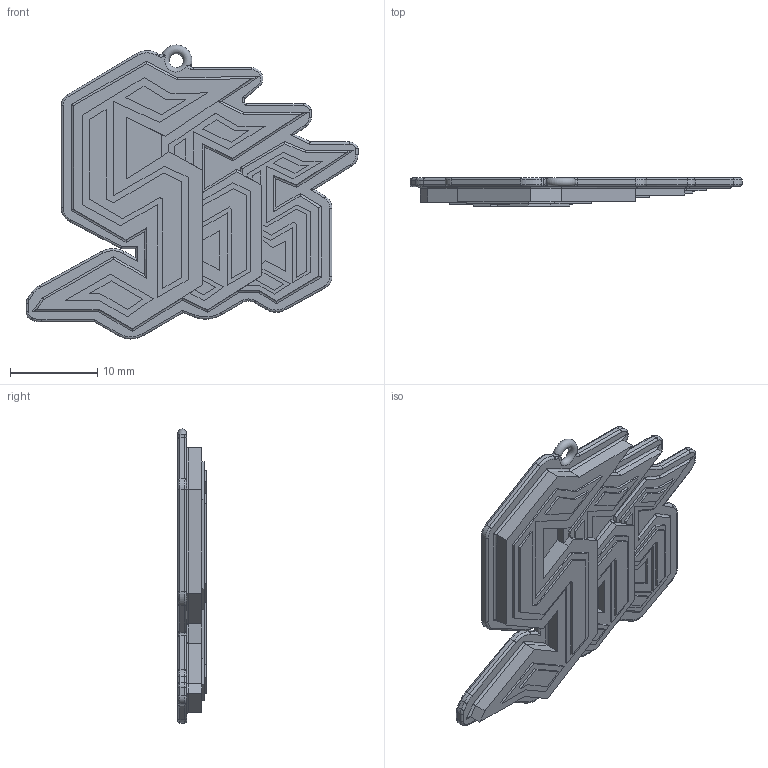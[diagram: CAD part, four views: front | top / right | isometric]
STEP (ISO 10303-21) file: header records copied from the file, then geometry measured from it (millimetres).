
FILE_DESCRIPTION(/* description */ (''),/* implementation_level */ '2;1');
FILE_NAME(/* name */ 'SSS v1.step',/* time_stamp */ '2024-10-22T14:24:15-03:00',/* author */ (''),/* organization */ (''),/* preprocessor_version */ 'ST-DEVELOPER v20',/* originating_system */ 'Autodesk Translation Framework v13.20.0.188',/* authorisation */ '');
FILE_SCHEMA (('AUTOMOTIVE_DESIGN { 1 0 10303 214 3 1 1 }'));
Length unit declared in the file: millimetre
Products named in the file (1): SSS
Bounding box: 37.95 x 3.25 x 33.62 mm (x, y, z)
Volume: 1668.3 mm3; surface area: 2197.8 mm2
Topology: 2 solids, 2 shells, 381 faces, 978 edges, 604 vertices
Faces by surface type: plane 214, cylinder 118, torus 41, bspline 6, sphere 2
Entity records: 11797 total; most frequent: CARTESIAN_POINT 2427, ORIENTED_EDGE 1948, DIRECTION 1932, EDGE_CURVE 974, LINE 732, VECTOR 732, VERTEX_POINT 604, AXIS2_PLACEMENT_3D 600
